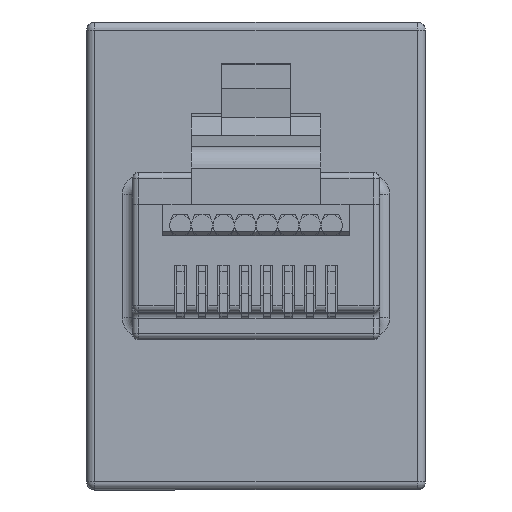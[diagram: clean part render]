
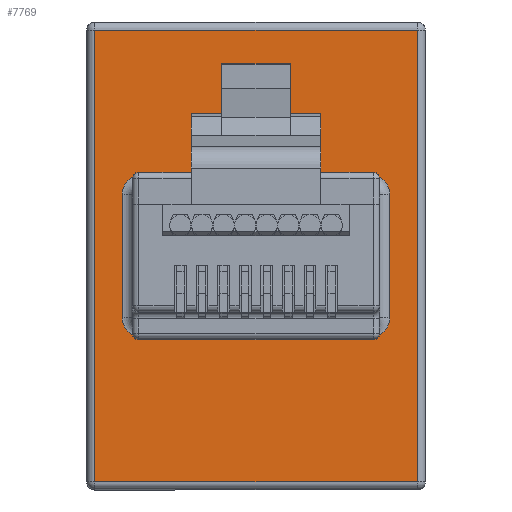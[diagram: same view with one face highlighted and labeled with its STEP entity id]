
A CAD part, left-side view. The second image highlights one B-rep face of the part: STEP entity #7769.
In plain terms, the highlighted face is planar.
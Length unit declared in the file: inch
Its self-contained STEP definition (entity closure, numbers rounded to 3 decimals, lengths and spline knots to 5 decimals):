
#13 = CARTESIAN_POINT ( 'NONE',  ( 0.2135, -0.15, -0.30315 ) ) ;
#35 = CARTESIAN_POINT ( 'NONE',  ( 0.2485, -0.115, -0.30315 ) ) ;
#45 = CARTESIAN_POINT ( 'NONE',  ( 0.2135, 0.15, -0.30315 ) ) ;
#54 = CARTESIAN_POINT ( 'NONE',  ( 0.2485, 0.115, -0.30315 ) ) ;
#4990 = ORIENTED_EDGE ( 'NONE', *, *, #17768, .T. ) ;
#4992 = ORIENTED_EDGE ( 'NONE', *, *, #17769, .T. ) ;
#4994 = ORIENTED_EDGE ( 'NONE', *, *, #17770, .T. ) ;
#4996 = ORIENTED_EDGE ( 'NONE', *, *, #17771, .T. ) ;
#4998 = ORIENTED_EDGE ( 'NONE', *, *, #17772, .T. ) ;
#5000 = ORIENTED_EDGE ( 'NONE', *, *, #17773, .T. ) ;
#5002 = ORIENTED_EDGE ( 'NONE', *, *, #17774, .T. ) ;
#5004 = ORIENTED_EDGE ( 'NONE', *, *, #17775, .T. ) ;
#5006 = ORIENTED_EDGE ( 'NONE', *, *, #17776, .T. ) ;
#5008 = ORIENTED_EDGE ( 'NONE', *, *, #17777, .T. ) ;
#5010 = ORIENTED_EDGE ( 'NONE', *, *, #17778, .T. ) ;
#5012 = ORIENTED_EDGE ( 'NONE', *, *, #17779, .T. ) ;
#5746 = VERTEX_POINT ( 'NONE', #31323 ) ;
#5793 = VERTEX_POINT ( 'NONE', #31335 ) ;
#5866 = VERTEX_POINT ( 'NONE', #45 ) ;
#5873 = VERTEX_POINT ( 'NONE', #54 ) ;
#5938 = VERTEX_POINT ( 'NONE', #35 ) ;
#5957 = VERTEX_POINT ( 'NONE', #13 ) ;
#6075 = VERTEX_POINT ( 'NONE', #16532 ) ;
#6193 = VERTEX_POINT ( 'NONE', #32376 ) ;
#7372 = AXIS2_PLACEMENT_3D ( 'NONE', #12978, #12979, #12980 ) ;
#7373 = AXIS2_PLACEMENT_3D ( 'NONE', #12983, #12984, #12985 ) ;
#7374 = AXIS2_PLACEMENT_3D ( 'NONE', #12988, #12989, #12990 ) ;
#7375 = AXIS2_PLACEMENT_3D ( 'NONE', #12992, #12993, #12994 ) ;
#7769 = ADVANCED_FACE ( 'NONE', ( #29386, #29390 ), #11683, .T. ) ;
#9840 = CIRCLE ( 'NONE', #7372, 0.035 ) ;
#9846 = LINE ( 'NONE', #12973, #9849 ) ;
#9848 = LINE ( 'NONE', #12991, #9863 ) ;
#9849 = VECTOR ( 'NONE', #12975, 39.37008 ) ;
#9850 = LINE ( 'NONE', #12974, #9852 ) ;
#9851 = CIRCLE ( 'NONE', #7373, 0.035 ) ;
#9852 = VECTOR ( 'NONE', #12966, 39.37008 ) ;
#9853 = LINE ( 'NONE', #12976, #9855 ) ;
#9854 = CIRCLE ( 'NONE', #7374, 0.035 ) ;
#9855 = VECTOR ( 'NONE', #12977, 39.37008 ) ;
#9856 = LINE ( 'NONE', #12981, #9858 ) ;
#9857 = CIRCLE ( 'NONE', #7375, 0.035 ) ;
#9858 = VECTOR ( 'NONE', #12982, 39.37008 ) ;
#9859 = LINE ( 'NONE', #12986, #9861 ) ;
#9861 = VECTOR ( 'NONE', #12987, 39.37008 ) ;
#9862 = LINE ( 'NONE', #12997, #9865 ) ;
#9863 = VECTOR ( 'NONE', #12996, 39.37008 ) ;
#9864 = LINE ( 'NONE', #12999, #9867 ) ;
#9865 = VECTOR ( 'NONE', #12998, 39.37008 ) ;
#9867 = VECTOR ( 'NONE', #13000, 39.37008 ) ;
#11671 = DIRECTION ( 'NONE',  ( 0., 0., -1. ) ) ;
#11682 = CARTESIAN_POINT ( 'NONE',  ( -0.315, 0.435, -0.30315 ) ) ;
#11683 = PLANE ( 'NONE',  #28463 ) ;
#11685 = DIRECTION ( 'NONE',  ( -1., 0., 0. ) ) ;
#11830 = CARTESIAN_POINT ( 'NONE',  ( -0.3, -0.42, -0.30315 ) ) ;
#11865 = CARTESIAN_POINT ( 'NONE',  ( 0.3, 0.42, -0.30315 ) ) ;
#11894 = CARTESIAN_POINT ( 'NONE',  ( -0.3, 0.42, -0.30315 ) ) ;
#12445 = CARTESIAN_POINT ( 'NONE',  ( -0.2135, 0.15, -0.30315 ) ) ;
#12966 = DIRECTION ( 'NONE',  ( 1., 0., 0. ) ) ;
#12973 = CARTESIAN_POINT ( 'NONE',  ( -0.2485, 0.435, -0.30315 ) ) ;
#12974 = CARTESIAN_POINT ( 'NONE',  ( -0.315, -0.15, -0.30315 ) ) ;
#12975 = DIRECTION ( 'NONE',  ( 0., -1., 0. ) ) ;
#12976 = CARTESIAN_POINT ( 'NONE',  ( 0.2485, 0.435, -0.30315 ) ) ;
#12977 = DIRECTION ( 'NONE',  ( 0., 1., 0. ) ) ;
#12978 = CARTESIAN_POINT ( 'NONE',  ( -0.2135, -0.115, -0.30315 ) ) ;
#12979 = DIRECTION ( 'NONE',  ( 0., 0., 1. ) ) ;
#12980 = DIRECTION ( 'NONE',  ( -1., 0., 0. ) ) ;
#12981 = CARTESIAN_POINT ( 'NONE',  ( -0.315, 0.15, -0.30315 ) ) ;
#12982 = DIRECTION ( 'NONE',  ( -1., 0., 0. ) ) ;
#12983 = CARTESIAN_POINT ( 'NONE',  ( 0.2135, -0.115, -0.30315 ) ) ;
#12984 = DIRECTION ( 'NONE',  ( 0., 0., 1. ) ) ;
#12985 = DIRECTION ( 'NONE',  ( -1., 0., 0. ) ) ;
#12986 = CARTESIAN_POINT ( 'NONE',  ( -0.315, -0.42, -0.30315 ) ) ;
#12987 = DIRECTION ( 'NONE',  ( -1., 0., 0. ) ) ;
#12988 = CARTESIAN_POINT ( 'NONE',  ( 0.2135, 0.115, -0.30315 ) ) ;
#12989 = DIRECTION ( 'NONE',  ( 0., 0., 1. ) ) ;
#12990 = DIRECTION ( 'NONE',  ( -1., 0., 0. ) ) ;
#12991 = CARTESIAN_POINT ( 'NONE',  ( -0.3, 0.435, -0.30315 ) ) ;
#12992 = CARTESIAN_POINT ( 'NONE',  ( -0.2135, 0.115, -0.30315 ) ) ;
#12993 = DIRECTION ( 'NONE',  ( 0., 0., 1. ) ) ;
#12994 = DIRECTION ( 'NONE',  ( -1., 0., 0. ) ) ;
#12996 = DIRECTION ( 'NONE',  ( 0., 1., 0. ) ) ;
#12997 = CARTESIAN_POINT ( 'NONE',  ( -0.315, 0.42, -0.30315 ) ) ;
#12998 = DIRECTION ( 'NONE',  ( 1., 0., 0. ) ) ;
#12999 = CARTESIAN_POINT ( 'NONE',  ( 0.3, 0.435, -0.30315 ) ) ;
#13000 = DIRECTION ( 'NONE',  ( 0., -1., 0. ) ) ;
#16532 = CARTESIAN_POINT ( 'NONE',  ( -0.2485, 0.115, -0.30315 ) ) ;
#16838 = VERTEX_POINT ( 'NONE', #11830 ) ;
#16858 = VERTEX_POINT ( 'NONE', #11865 ) ;
#16875 = VERTEX_POINT ( 'NONE', #11894 ) ;
#17377 = VERTEX_POINT ( 'NONE', #12445 ) ;
#17768 = EDGE_CURVE ( 'NONE', #6075, #6193, #9846, .T. ) ;
#17769 = EDGE_CURVE ( 'NONE', #6193, #5793, #9840, .T. ) ;
#17770 = EDGE_CURVE ( 'NONE', #5793, #5957, #9850, .T. ) ;
#17771 = EDGE_CURVE ( 'NONE', #5957, #5938, #9851, .T. ) ;
#17772 = EDGE_CURVE ( 'NONE', #5938, #5873, #9853, .T. ) ;
#17773 = EDGE_CURVE ( 'NONE', #5873, #5866, #9854, .T. ) ;
#17774 = EDGE_CURVE ( 'NONE', #5866, #17377, #9856, .T. ) ;
#17775 = EDGE_CURVE ( 'NONE', #17377, #6075, #9857, .T. ) ;
#17776 = EDGE_CURVE ( 'NONE', #5746, #16838, #9859, .T. ) ;
#17777 = EDGE_CURVE ( 'NONE', #16838, #16875, #9848, .T. ) ;
#17778 = EDGE_CURVE ( 'NONE', #16875, #16858, #9862, .T. ) ;
#17779 = EDGE_CURVE ( 'NONE', #16858, #5746, #9864, .T. ) ;
#28463 = AXIS2_PLACEMENT_3D ( 'NONE', #11682, #11671, #11685 ) ;
#29386 = FACE_BOUND ( 'NONE', #30037, .T. ) ;
#29390 = FACE_OUTER_BOUND ( 'NONE', #30026, .T. ) ;
#30026 = EDGE_LOOP ( 'NONE', ( #5006, #5008, #5010, #5012 ) ) ;
#30037 = EDGE_LOOP ( 'NONE', ( #4990, #4992, #4994, #4996, #4998, #5000, #5002, #5004 ) ) ;
#31323 = CARTESIAN_POINT ( 'NONE',  ( 0.3, -0.42, -0.30315 ) ) ;
#31335 = CARTESIAN_POINT ( 'NONE',  ( -0.2135, -0.15, -0.30315 ) ) ;
#32376 = CARTESIAN_POINT ( 'NONE',  ( -0.2485, -0.115, -0.30315 ) ) ;
